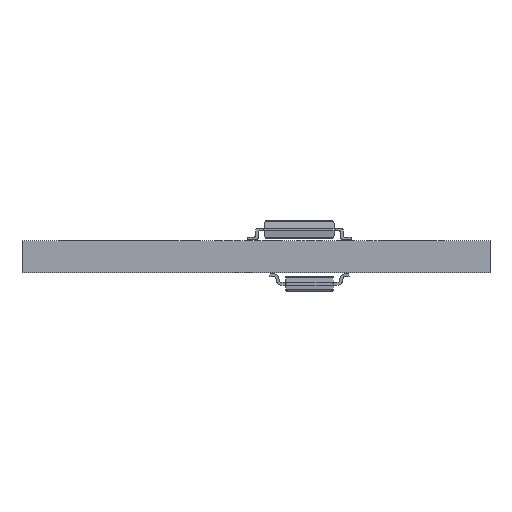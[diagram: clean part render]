
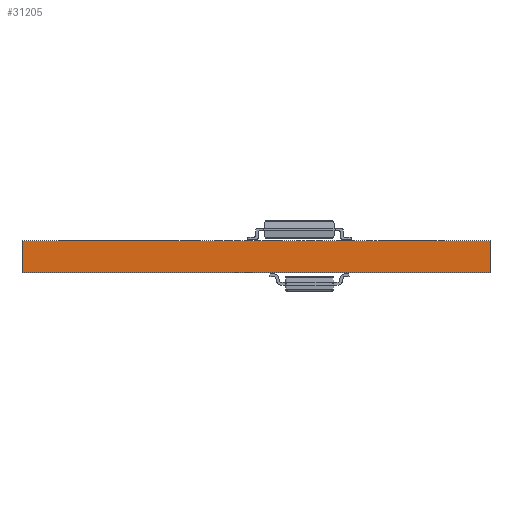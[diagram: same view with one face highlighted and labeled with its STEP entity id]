
A CAD part, front view. The second image highlights one B-rep face of the part: STEP entity #31205.
In plain terms, the highlighted planar face has unit normal (0, -1, 0).
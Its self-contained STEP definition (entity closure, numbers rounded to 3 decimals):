
#31205 = ADVANCED_FACE('',(#31206),#31220,.T.);
#31206 = FACE_BOUND('',#31207,.T.);
#31207 = EDGE_LOOP('',(#31208,#31243,#31271,#31299));
#31208 = ORIENTED_EDGE('',*,*,#31209,.T.);
#31209 = EDGE_CURVE('',#31210,#31212,#31214,.T.);
#31210 = VERTEX_POINT('',#31211);
#31211 = CARTESIAN_POINT('',(191.77,-144.78,0.));
#31212 = VERTEX_POINT('',#31213);
#31213 = CARTESIAN_POINT('',(191.77,-144.78,1.98));
#31214 = SURFACE_CURVE('',#31215,(#31219,#31231),.PCURVE_S1.);
#31215 = LINE('',#31216,#31217);
#31216 = CARTESIAN_POINT('',(191.77,-144.78,0.));
#31217 = VECTOR('',#31218,1.);
#31218 = DIRECTION('',(0.,0.,1.));
#31219 = PCURVE('',#31220,#31225);
#31220 = PLANE('',#31221);
#31221 = AXIS2_PLACEMENT_3D('',#31222,#31223,#31224);
#31222 = CARTESIAN_POINT('',(191.77,-144.78,0.));
#31223 = DIRECTION('',(0.,-1.,0.));
#31224 = DIRECTION('',(-1.,0.,0.));
#31225 = DEFINITIONAL_REPRESENTATION('',(#31226),#31230);
#31226 = LINE('',#31227,#31228);
#31227 = CARTESIAN_POINT('',(0.,-0.));
#31228 = VECTOR('',#31229,1.);
#31229 = DIRECTION('',(0.,-1.));
#31230 = ( GEOMETRIC_REPRESENTATION_CONTEXT(2) 
PARAMETRIC_REPRESENTATION_CONTEXT() REPRESENTATION_CONTEXT('2D SPACE',''
  ) );
#31231 = PCURVE('',#31232,#31237);
#31232 = PLANE('',#31233);
#31233 = AXIS2_PLACEMENT_3D('',#31234,#31235,#31236);
#31234 = CARTESIAN_POINT('',(191.77,-51.76,0.));
#31235 = DIRECTION('',(1.,0.,-0.));
#31236 = DIRECTION('',(0.,-1.,0.));
#31237 = DEFINITIONAL_REPRESENTATION('',(#31238),#31242);
#31238 = LINE('',#31239,#31240);
#31239 = CARTESIAN_POINT('',(93.02,0.));
#31240 = VECTOR('',#31241,1.);
#31241 = DIRECTION('',(0.,-1.));
#31242 = ( GEOMETRIC_REPRESENTATION_CONTEXT(2) 
PARAMETRIC_REPRESENTATION_CONTEXT() REPRESENTATION_CONTEXT('2D SPACE',''
  ) );
#31243 = ORIENTED_EDGE('',*,*,#31244,.T.);
#31244 = EDGE_CURVE('',#31212,#31245,#31247,.T.);
#31245 = VERTEX_POINT('',#31246);
#31246 = CARTESIAN_POINT('',(162.814,-144.78,1.98));
#31247 = SURFACE_CURVE('',#31248,(#31252,#31259),.PCURVE_S1.);
#31248 = LINE('',#31249,#31250);
#31249 = CARTESIAN_POINT('',(191.77,-144.78,1.98));
#31250 = VECTOR('',#31251,1.);
#31251 = DIRECTION('',(-1.,0.,0.));
#31252 = PCURVE('',#31220,#31253);
#31253 = DEFINITIONAL_REPRESENTATION('',(#31254),#31258);
#31254 = LINE('',#31255,#31256);
#31255 = CARTESIAN_POINT('',(0.,-1.98));
#31256 = VECTOR('',#31257,1.);
#31257 = DIRECTION('',(1.,0.));
#31258 = ( GEOMETRIC_REPRESENTATION_CONTEXT(2) 
PARAMETRIC_REPRESENTATION_CONTEXT() REPRESENTATION_CONTEXT('2D SPACE',''
  ) );
#31259 = PCURVE('',#31260,#31265);
#31260 = PLANE('',#31261);
#31261 = AXIS2_PLACEMENT_3D('',#31262,#31263,#31264);
#31262 = CARTESIAN_POINT('',(177.292,-98.27,1.98));
#31263 = DIRECTION('',(-0.,-0.,-1.));
#31264 = DIRECTION('',(-1.,0.,0.));
#31265 = DEFINITIONAL_REPRESENTATION('',(#31266),#31270);
#31266 = LINE('',#31267,#31268);
#31267 = CARTESIAN_POINT('',(-14.478,-46.51));
#31268 = VECTOR('',#31269,1.);
#31269 = DIRECTION('',(1.,0.));
#31270 = ( GEOMETRIC_REPRESENTATION_CONTEXT(2) 
PARAMETRIC_REPRESENTATION_CONTEXT() REPRESENTATION_CONTEXT('2D SPACE',''
  ) );
#31271 = ORIENTED_EDGE('',*,*,#31272,.F.);
#31272 = EDGE_CURVE('',#31273,#31245,#31275,.T.);
#31273 = VERTEX_POINT('',#31274);
#31274 = CARTESIAN_POINT('',(162.814,-144.78,0.));
#31275 = SURFACE_CURVE('',#31276,(#31280,#31287),.PCURVE_S1.);
#31276 = LINE('',#31277,#31278);
#31277 = CARTESIAN_POINT('',(162.814,-144.78,0.));
#31278 = VECTOR('',#31279,1.);
#31279 = DIRECTION('',(0.,0.,1.));
#31280 = PCURVE('',#31220,#31281);
#31281 = DEFINITIONAL_REPRESENTATION('',(#31282),#31286);
#31282 = LINE('',#31283,#31284);
#31283 = CARTESIAN_POINT('',(28.956,0.));
#31284 = VECTOR('',#31285,1.);
#31285 = DIRECTION('',(0.,-1.));
#31286 = ( GEOMETRIC_REPRESENTATION_CONTEXT(2) 
PARAMETRIC_REPRESENTATION_CONTEXT() REPRESENTATION_CONTEXT('2D SPACE',''
  ) );
#31287 = PCURVE('',#31288,#31293);
#31288 = PLANE('',#31289);
#31289 = AXIS2_PLACEMENT_3D('',#31290,#31291,#31292);
#31290 = CARTESIAN_POINT('',(162.814,-144.78,0.));
#31291 = DIRECTION('',(-1.,0.,0.));
#31292 = DIRECTION('',(0.,1.,0.));
#31293 = DEFINITIONAL_REPRESENTATION('',(#31294),#31298);
#31294 = LINE('',#31295,#31296);
#31295 = CARTESIAN_POINT('',(0.,0.));
#31296 = VECTOR('',#31297,1.);
#31297 = DIRECTION('',(0.,-1.));
#31298 = ( GEOMETRIC_REPRESENTATION_CONTEXT(2) 
PARAMETRIC_REPRESENTATION_CONTEXT() REPRESENTATION_CONTEXT('2D SPACE',''
  ) );
#31299 = ORIENTED_EDGE('',*,*,#31300,.F.);
#31300 = EDGE_CURVE('',#31210,#31273,#31301,.T.);
#31301 = SURFACE_CURVE('',#31302,(#31306,#31313),.PCURVE_S1.);
#31302 = LINE('',#31303,#31304);
#31303 = CARTESIAN_POINT('',(191.77,-144.78,0.));
#31304 = VECTOR('',#31305,1.);
#31305 = DIRECTION('',(-1.,0.,0.));
#31306 = PCURVE('',#31220,#31307);
#31307 = DEFINITIONAL_REPRESENTATION('',(#31308),#31312);
#31308 = LINE('',#31309,#31310);
#31309 = CARTESIAN_POINT('',(0.,-0.));
#31310 = VECTOR('',#31311,1.);
#31311 = DIRECTION('',(1.,0.));
#31312 = ( GEOMETRIC_REPRESENTATION_CONTEXT(2) 
PARAMETRIC_REPRESENTATION_CONTEXT() REPRESENTATION_CONTEXT('2D SPACE',''
  ) );
#31313 = PCURVE('',#31314,#31319);
#31314 = PLANE('',#31315);
#31315 = AXIS2_PLACEMENT_3D('',#31316,#31317,#31318);
#31316 = CARTESIAN_POINT('',(177.292,-98.27,0.));
#31317 = DIRECTION('',(-0.,-0.,-1.));
#31318 = DIRECTION('',(-1.,0.,0.));
#31319 = DEFINITIONAL_REPRESENTATION('',(#31320),#31324);
#31320 = LINE('',#31321,#31322);
#31321 = CARTESIAN_POINT('',(-14.478,-46.51));
#31322 = VECTOR('',#31323,1.);
#31323 = DIRECTION('',(1.,0.));
#31324 = ( GEOMETRIC_REPRESENTATION_CONTEXT(2) 
PARAMETRIC_REPRESENTATION_CONTEXT() REPRESENTATION_CONTEXT('2D SPACE',''
  ) );
